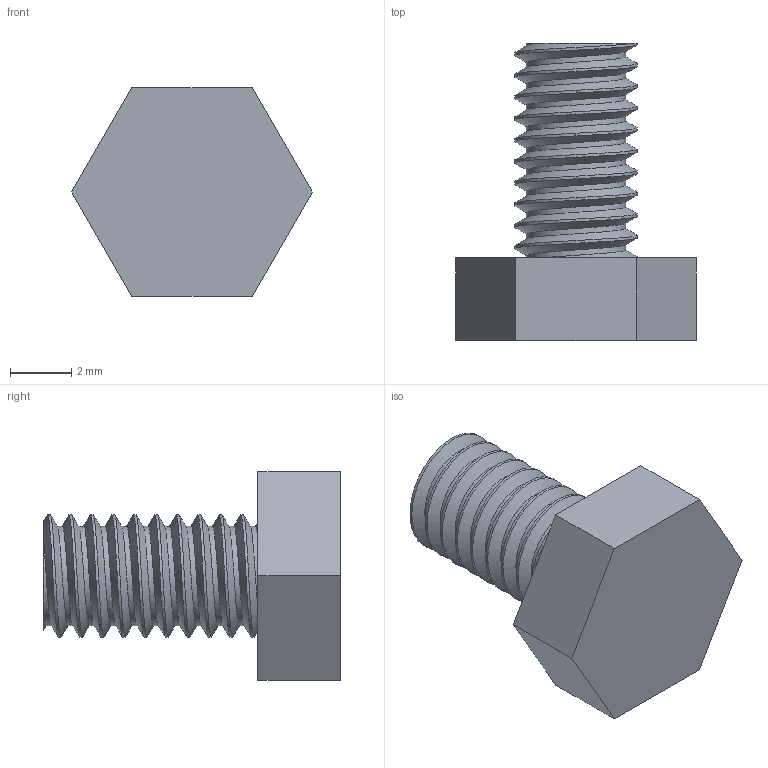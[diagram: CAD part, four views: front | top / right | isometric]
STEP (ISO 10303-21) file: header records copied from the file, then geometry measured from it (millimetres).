
FILE_DESCRIPTION (( 'STEP AP214' ), '1' );
FILE_NAME ('Âèíò.STEP', '2022-09-14T12:51:26', ( '' ), ( '' ), 'SwSTEP 2.0', 'SolidWorks 2021', '' );
FILE_SCHEMA (( 'AUTOMOTIVE_DESIGN' ));
Length unit declared in the file: millimetre
Products named in the file (1): 鎔艜
Bounding box: 7.85 x 9.7 x 6.8 mm (x, y, z)
Volume: 178 mm3; surface area: 278.2 mm2
Topology: 1 solids, 1 shells, 35 faces, 93 edges, 61 vertices
Faces by surface type: cylinder 21, plane 10, bspline 4
Entity records: 4226 total; most frequent: CARTESIAN_POINT 3467, ORIENTED_EDGE 186, DIRECTION 106, EDGE_CURVE 93, VERTEX_POINT 61, VECTOR 38, LINE 38, EDGE_LOOP 36
